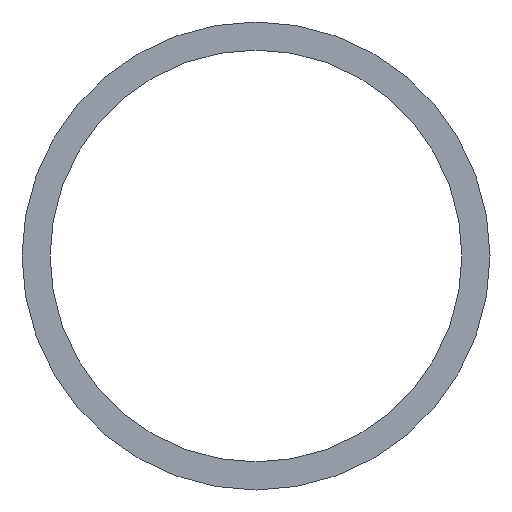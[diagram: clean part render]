
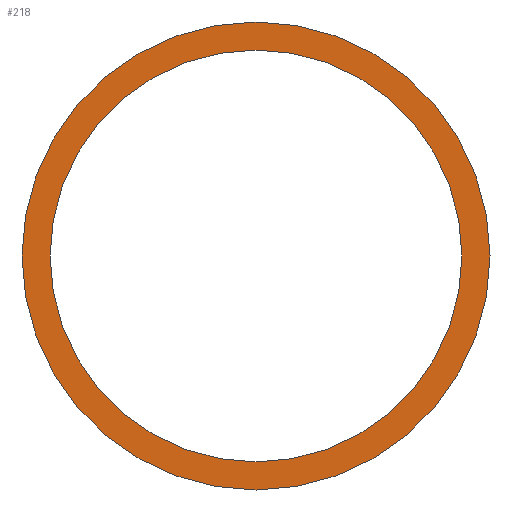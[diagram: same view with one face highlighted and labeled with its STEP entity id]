
A CAD part, front view. The second image highlights one B-rep face of the part: STEP entity #218.
In plain terms, the highlighted planar face has unit normal (0, -1, 0).
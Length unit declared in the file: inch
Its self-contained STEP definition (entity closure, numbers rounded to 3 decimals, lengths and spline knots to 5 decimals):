
#3 = AXIS2_PLACEMENT_3D ( 'NONE', #128, #104, #84 ) ;
#4 = DIRECTION ( 'NONE',  ( 0., 1., 0. ) ) ;
#12 = CIRCLE ( 'NONE', #171, 0.24985 ) ;
#21 = CIRCLE ( 'NONE', #185, 0.21985 ) ;
#29 = CARTESIAN_POINT ( 'NONE',  ( 0., 0., 0.24985 ) ) ;
#42 = ORIENTED_EDGE ( 'NONE', *, *, #65, .F. ) ;
#43 = AXIS2_PLACEMENT_3D ( 'NONE', #88, #223, #220 ) ;
#59 = VERTEX_POINT ( 'NONE', #29 ) ;
#61 = DIRECTION ( 'NONE',  ( 0., 0., 1. ) ) ;
#62 = EDGE_LOOP ( 'NONE', ( #190, #42 ) ) ;
#63 = EDGE_LOOP ( 'NONE', ( #131, #114 ) ) ;
#65 = EDGE_CURVE ( 'NONE', #59, #235, #12, .T. ) ;
#68 = VERTEX_POINT ( 'NONE', #153 ) ;
#84 = DIRECTION ( 'NONE',  ( 0., 0., 1. ) ) ;
#87 = PLANE ( 'NONE',  #43 ) ;
#88 = CARTESIAN_POINT ( 'NONE',  ( 0., 0., 0. ) ) ;
#101 = CARTESIAN_POINT ( 'NONE',  ( 0., 0., -0.21985 ) ) ;
#104 = DIRECTION ( 'NONE',  ( 0., 1., 0. ) ) ;
#111 = EDGE_CURVE ( 'NONE', #68, #113, #21, .T. ) ;
#113 = VERTEX_POINT ( 'NONE', #101 ) ;
#114 = ORIENTED_EDGE ( 'NONE', *, *, #111, .T. ) ;
#118 = CARTESIAN_POINT ( 'NONE',  ( 0., 0., 0. ) ) ;
#125 = CIRCLE ( 'NONE', #3, 0.24985 ) ;
#127 = FACE_BOUND ( 'NONE', #63, .T. ) ;
#128 = CARTESIAN_POINT ( 'NONE',  ( 0., 0., 0. ) ) ;
#131 = ORIENTED_EDGE ( 'NONE', *, *, #137, .T. ) ;
#137 = EDGE_CURVE ( 'NONE', #113, #68, #217, .T. ) ;
#141 = DIRECTION ( 'NONE',  ( 0., 0., 1. ) ) ;
#153 = CARTESIAN_POINT ( 'NONE',  ( 0., 0., 0.21985 ) ) ;
#160 = DIRECTION ( 'NONE',  ( 0., 0., 1. ) ) ;
#170 = EDGE_CURVE ( 'NONE', #235, #59, #125, .T. ) ;
#171 = AXIS2_PLACEMENT_3D ( 'NONE', #192, #4, #160 ) ;
#185 = AXIS2_PLACEMENT_3D ( 'NONE', #118, #199, #141 ) ;
#190 = ORIENTED_EDGE ( 'NONE', *, *, #170, .F. ) ;
#192 = CARTESIAN_POINT ( 'NONE',  ( 0., 0., 0. ) ) ;
#193 = FACE_OUTER_BOUND ( 'NONE', #62, .T. ) ;
#199 = DIRECTION ( 'NONE',  ( 0., 1., 0. ) ) ;
#200 = CARTESIAN_POINT ( 'NONE',  ( 0., 0., -0.24985 ) ) ;
#217 = CIRCLE ( 'NONE', #232, 0.21985 ) ;
#218 = ADVANCED_FACE ( 'NONE', ( #193, #127 ), #87, .F. ) ;
#220 = DIRECTION ( 'NONE',  ( 0., 0., 1. ) ) ;
#223 = DIRECTION ( 'NONE',  ( 0., 1., 0. ) ) ;
#225 = DIRECTION ( 'NONE',  ( 0., 1., 0. ) ) ;
#232 = AXIS2_PLACEMENT_3D ( 'NONE', #246, #225, #61 ) ;
#235 = VERTEX_POINT ( 'NONE', #200 ) ;
#246 = CARTESIAN_POINT ( 'NONE',  ( 0., 0., 0. ) ) ;
